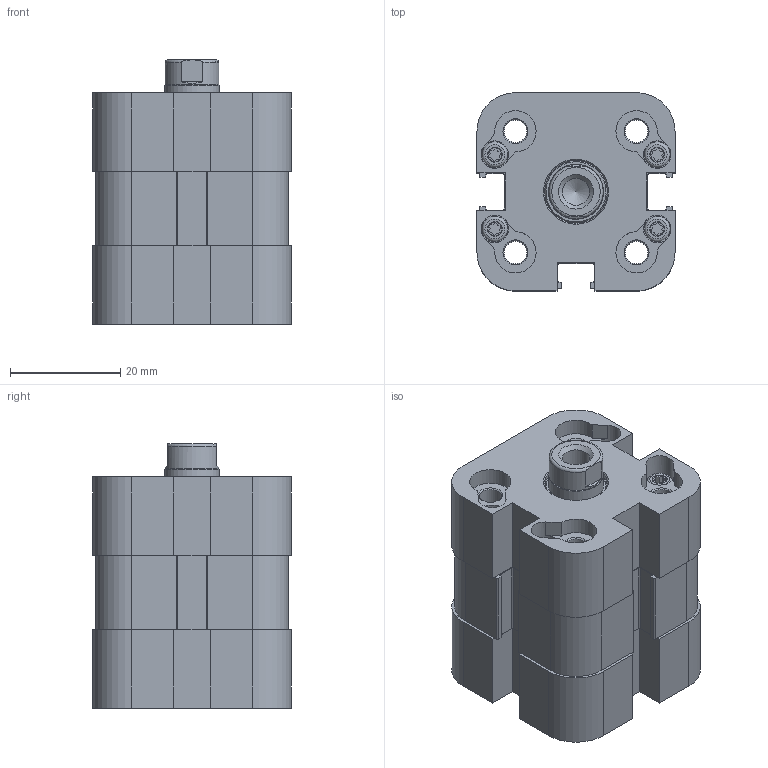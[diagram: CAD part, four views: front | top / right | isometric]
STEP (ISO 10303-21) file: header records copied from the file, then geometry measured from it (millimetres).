
FILE_DESCRIPTION(/* description */ (''),/* implementation_level */ '2;1');
FILE_NAME(/* name */ 'nad_20-5.stp',/* time_stamp */ '2017-08-14T08:31:56+02:00',/* author */ ('leitheußer'),/* organization */ (''),/* preprocessor_version */ 'ST-DEVELOPER v15.6',/* originating_system */ 'Autodesk Inventor LT ',/* authorisation */ '');
FILE_SCHEMA (('AUTOMOTIVE_DESIGN { 1 0 10303 214 3 1 1 }'));
Length unit declared in the file: millimetre
Products named in the file (1): CDEM020_005_KNF
Bounding box: 36 x 36 x 48 mm (x, y, z)
Volume: 38372.3 mm3; surface area: 25967.9 mm2
Topology: 19 solids, 19 shells, 610 faces, 1422 edges, 889 vertices
Faces by surface type: plane 349, cylinder 164, cone 57, torus 40
Full cylindrical faces by diameter (mm): 1.5 x2, 2.7 x4, 3 x8, 3.3 x8, 4.134 x11, 4.6 x8, 4.917 x1, 5 x9, 6 x2, 9 x1, 9.8 x1, 10 x4, 10.302 x1, 11.4 x1, 11.595 x1, 12 x2, 12.643 x1, 13 x1, 14 x2, 18.2 x2, 19.85 x1, 20 x3, 22.4 x2
Entity records: 16481 total; most frequent: DIRECTION 2908, CARTESIAN_POINT 2881, ORIENTED_EDGE 2466, EDGE_CURVE 1233, AXIS2_PLACEMENT_3D 1094, EDGE_LOOP 882, VERTEX_POINT 861, LINE 720
